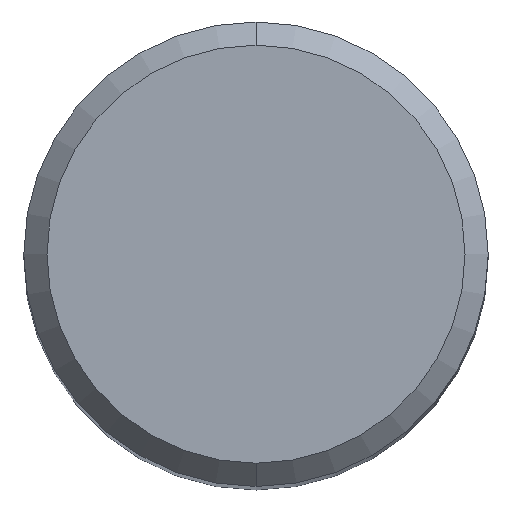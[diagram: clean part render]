
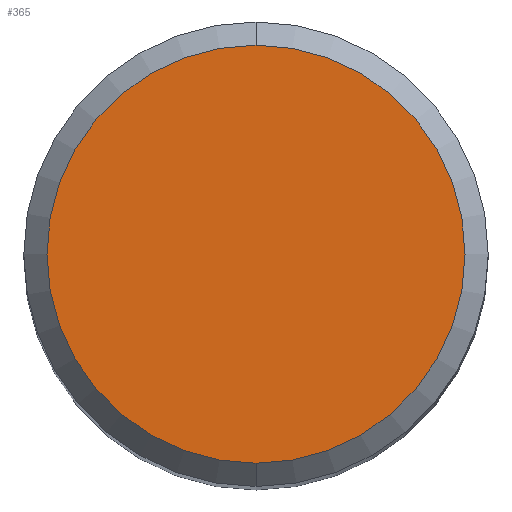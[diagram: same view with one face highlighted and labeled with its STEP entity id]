
A CAD part, top view. The second image highlights one B-rep face of the part: STEP entity #365.
In plain terms, the highlighted planar face has unit normal (0, 0, 1).
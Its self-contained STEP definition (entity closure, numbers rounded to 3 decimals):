
#185=VERTEX_POINT('',#493);
#255=EDGE_CURVE('',#185,#393,#572,.T.);
#351=EDGE_CURVE('',#393,#185,#675,.T.);
#365=ADVANCED_FACE('',(#690),#691,.T.);
#393=VERTEX_POINT('',#721);
#493=CARTESIAN_POINT('',(0.,-5.4,0.0));
#572=CIRCLE('',#967,5.4);
#675=CIRCLE('',#1226,5.4);
#690=FACE_OUTER_BOUND('',#1258,.T.);
#691=PLANE('',#1259);
#721=CARTESIAN_POINT('',(0.0,5.4,0.0));
#967=AXIS2_PLACEMENT_3D('',#1626,#1627,#1628);
#1226=AXIS2_PLACEMENT_3D('',#1726,#1727,#1728);
#1258=EDGE_LOOP('',(#1741,#1742));
#1259=AXIS2_PLACEMENT_3D('',#1743,#1744,#1745);
#1626=CARTESIAN_POINT('',(0.0,0.0,0.0));
#1627=DIRECTION('',(0.0,0.0,-1.0));
#1628=DIRECTION('',(0.0,1.0,0.0));
#1726=CARTESIAN_POINT('',(0.0,0.0,0.0));
#1727=DIRECTION('',(0.0,0.0,-1.0));
#1728=DIRECTION('',(0.0,1.0,0.0));
#1741=ORIENTED_EDGE('',*,*,#351,.F.);
#1742=ORIENTED_EDGE('',*,*,#255,.F.);
#1743=CARTESIAN_POINT('',(0.0,2.7,0.0));
#1744=DIRECTION('',(-0.0,0.0,1.0));
#1745=DIRECTION('',(0.0,-1.0,0.0));
